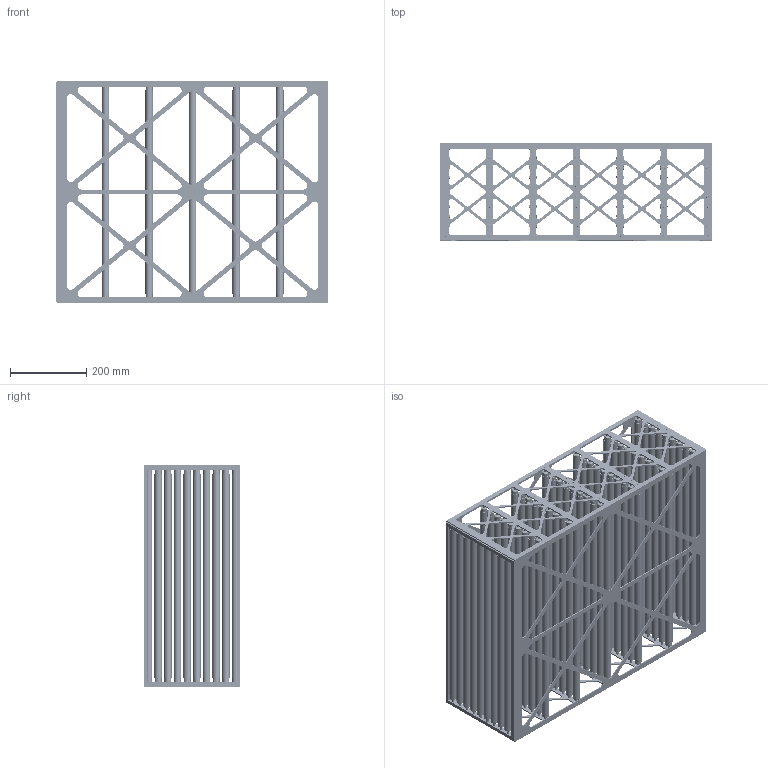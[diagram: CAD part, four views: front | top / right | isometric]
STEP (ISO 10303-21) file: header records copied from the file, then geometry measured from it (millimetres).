
FILE_DESCRIPTION(/* description */ (''),/* implementation_level */ '2;1');
FILE_NAME(/* name */ 'sheet basket v2.step',/* time_stamp */ '2024-07-23T01:11:19-04:00',/* author */ (''),/* organization */ (''),/* preprocessor_version */ 'ST-DEVELOPER v20',/* originating_system */ 'Autodesk Translation Framework v13.14.0.145',/* authorisation */ '');
FILE_SCHEMA (('AUTOMOTIVE_DESIGN { 1 0 10303 214 3 1 1 }'));
Length unit declared in the file: inch
Products named in the file (3): sheet basket; Component1; 2297T34_0.78 Diameter Abrasion-Resistant Conveyor Roller
Assembly tree (71 placements, depth 3):
  sheet basket
    Component1
      2297T34_0.78 Diameter Abrasion-Resistant Conveyor Roller  x70
Bounding box: 714.38 x 254 x 584.2 mm (x, y, z)
Volume: 12845191.8 mm3; surface area: 12911145.2 mm2
Topology: 285 solids, 285 shells, 2864 faces, 7092 edges, 4518 vertices
Faces by surface type: cylinder 1030, torus 980, plane 714, cone 140
Full cylindrical faces by diameter (mm): 6.35 x280, 15.088 x70, 15.24 x70, 18.288 x140, 19.812 x70
Entity records: 35410 total; most frequent: DIRECTION 6233, CARTESIAN_POINT 5992, ORIENTED_EDGE 5904, EDGE_CURVE 2952, AXIS2_PLACEMENT_3D 2206, VERTEX_POINT 1965, LINE 1821, VECTOR 1821
